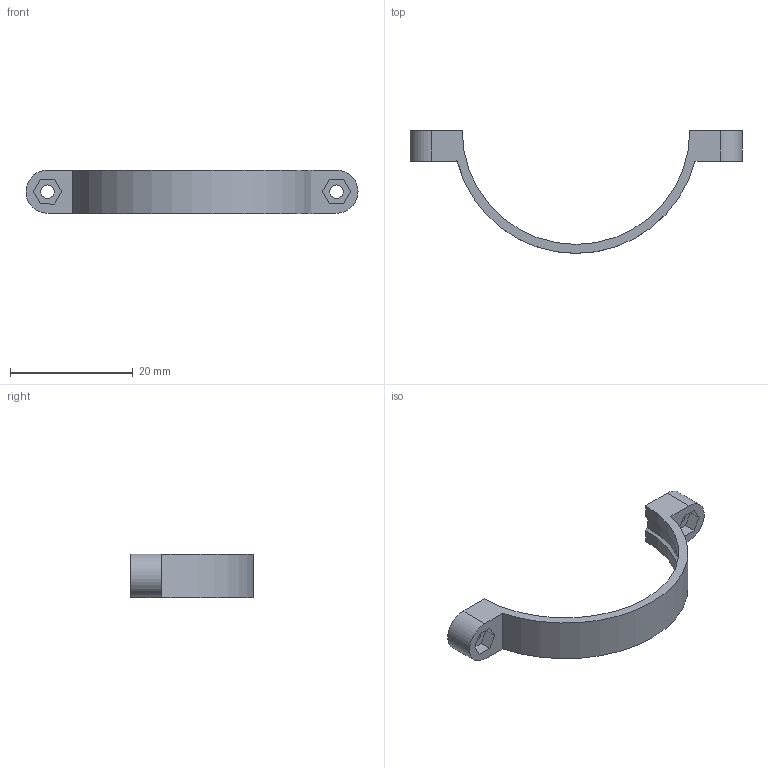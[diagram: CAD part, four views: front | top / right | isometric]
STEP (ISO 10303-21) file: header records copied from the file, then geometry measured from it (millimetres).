
FILE_DESCRIPTION(/* description */ ('Unknown'),/* implementation_level */ '2;1');
FILE_NAME(/* name */ 'chimney latch',/* time_stamp */ '2025-05-09T20:15:43Z',/* author */ ('Unknown'),/* organization */ ('Unknown'),/* preprocessor_version */ 'ST-DEVELOPER v19.4',/* originating_system */ 'Solid Edge',/* authorisation */ 'Unknown');
FILE_SCHEMA (('AUTOMOTIVE_DESIGN {1 0 10303 214 3 1 1}'));
Length unit declared in the file: millimetre
Products named in the file (1): chimney latch
Bounding box: 54.01 x 19.99 x 7.1 mm (x, y, z)
Volume: 935 mm3; surface area: 1473.9 mm2
Topology: 1 solids, 1 shells, 33 faces, 89 edges, 60 vertices
Faces by surface type: plane 23, cylinder 8, cone 2
Full cylindrical faces by diameter (mm): 2.2 x2
Entity records: 1045 total; most frequent: CARTESIAN_POINT 177, ORIENTED_EDGE 170, DIRECTION 169, EDGE_CURVE 85, LINE 69, VECTOR 69, VERTEX_POINT 58, AXIS2_PLACEMENT_3D 50
